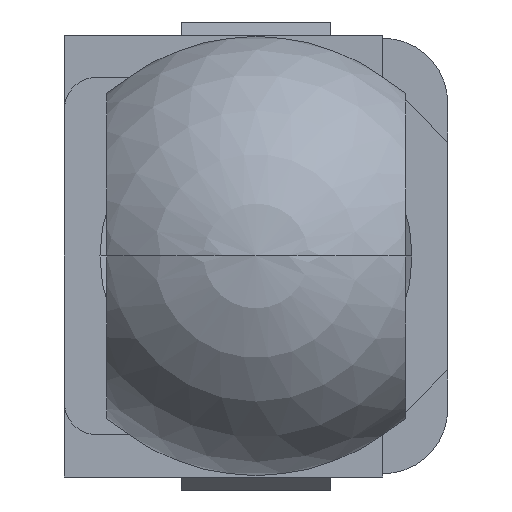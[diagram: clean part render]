
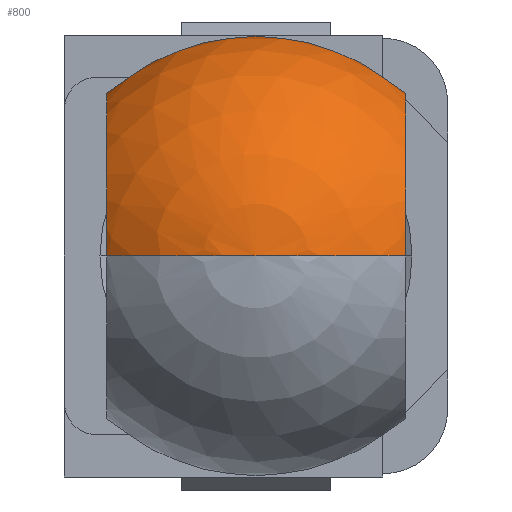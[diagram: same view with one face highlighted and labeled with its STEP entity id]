
A CAD part, front view. The second image highlights one B-rep face of the part: STEP entity #800.
In plain terms, the highlighted spherical face has radius 3.4 mm.
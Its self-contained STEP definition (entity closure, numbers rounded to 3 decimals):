
#290=CARTESIAN_POINT('',(-23.809,-12.15,
4.012));
#300=DIRECTION('',(0.,1.,0.));
#310=DIRECTION('',(-1.,0.,0.));
#320=AXIS2_PLACEMENT_3D('',#290,#300,#310);
#330=SPHERICAL_SURFACE('',#320,3.4);
#340=CARTESIAN_POINT('',(-23.809,-9.646,
4.012));
#350=DIRECTION('',(0.,-1.,0.));
#360=DIRECTION('',(0.,0.,1.));
#370=AXIS2_PLACEMENT_3D('',#340,#350,#360);
#380=CIRCLE('',#370,2.3);
#390=CARTESIAN_POINT('',(-21.509,-9.646,
4.012));
#400=VERTEX_POINT('',#390);
#410=CARTESIAN_POINT('',(-23.809,-9.646,
6.312));
#420=VERTEX_POINT('',#410);
#430=EDGE_CURVE('',#400,#420,#380,.T.);
#440=ORIENTED_EDGE('',*,*,#430,.T.);
#450=CARTESIAN_POINT('',(-21.509,-12.15,
4.012));
#460=DIRECTION('',(-1.,0.,0.));
#470=DIRECTION('',(0.,0.,-1.));
#480=AXIS2_PLACEMENT_3D('',#450,#460,#470);
#490=CIRCLE('',#480,2.504);
#500=CARTESIAN_POINT('',(-21.509,-14.654,
4.012));
#510=VERTEX_POINT('',#500);
#520=EDGE_CURVE('',#510,#400,#490,.T.);
#530=ORIENTED_EDGE('',*,*,#520,.T.);
#540=CARTESIAN_POINT('',(-23.809,-12.15,
4.012));
#550=DIRECTION('',(0.,0.,1.));
#560=DIRECTION('',(-0.,1.,0.));
#570=AXIS2_PLACEMENT_3D('',#540,#550,#560);
#580=CIRCLE('',#570,3.4);
#590=CARTESIAN_POINT('',(-23.809,-15.55,
4.012));
#600=VERTEX_POINT('',#590);
#610=EDGE_CURVE('',#600,#510,#580,.T.);
#620=ORIENTED_EDGE('',*,*,#610,.T.);
#630=CARTESIAN_POINT('',(-26.109,-14.654,
4.012));
#640=VERTEX_POINT('',#630);
#650=EDGE_CURVE('',#640,#600,#580,.T.);
#660=ORIENTED_EDGE('',*,*,#650,.T.);
#670=CARTESIAN_POINT('',(-26.109,-12.15,
4.012));
#680=DIRECTION('',(1.,0.,0.));
#690=DIRECTION('',(0.,0.,1.));
#700=AXIS2_PLACEMENT_3D('',#670,#680,#690);
#710=CIRCLE('',#700,2.504);
#720=CARTESIAN_POINT('',(-26.109,-9.646,
4.012));
#730=VERTEX_POINT('',#720);
#740=EDGE_CURVE('',#730,#640,#710,.T.);
#750=ORIENTED_EDGE('',*,*,#740,.T.);
#760=EDGE_CURVE('',#420,#730,#380,.T.);
#770=ORIENTED_EDGE('',*,*,#760,.T.);
#780=EDGE_LOOP('',(#770,#750,#660,#620,#530,#440));
#790=FACE_OUTER_BOUND('',#780,.T.);
#800=ADVANCED_FACE('',(#790),#330,.T.);
